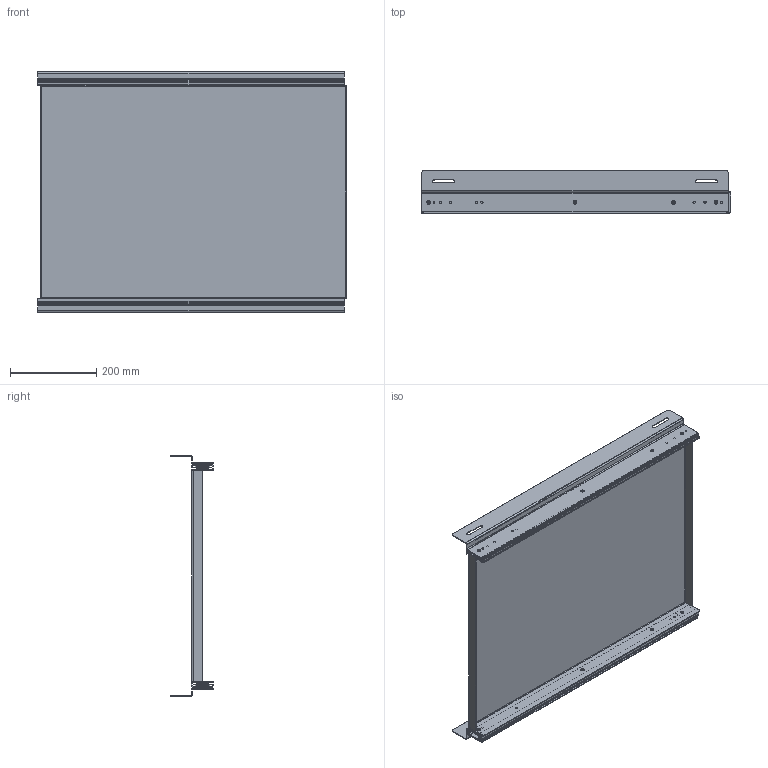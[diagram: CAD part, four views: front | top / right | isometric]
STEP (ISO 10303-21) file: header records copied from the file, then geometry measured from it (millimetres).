
FILE_DESCRIPTION (( 'STEP AP214' ), '1' );
FILE_NAME ('SCE-26POS.STEP', '2022-08-30T18:48:59', ( '' ), ( '' ), 'SwSTEP 2.0', 'SolidWorks 2021', '' );
FILE_SCHEMA (( 'AUTOMOTIVE_DESIGN' ));
Length unit declared in the file: inch
Products named in the file (1): SCE-26POS
Bounding box: 718.77 x 99.77 x 558.8 mm (x, y, z)
Volume: 1540932.9 mm3; surface area: 1707301.8 mm2
Topology: 25 solids, 25 shells, 584 faces, 1582 edges, 1082 vertices
Faces by surface type: plane 288, cylinder 248, torus 32, bspline 16
Full cylindrical faces by diameter (mm): 2.464 x16, 4.064 x16, 4.369 x22, 5.08 x34, 5.588 x16
Entity records: 21764 total; most frequent: CARTESIAN_POINT 7431, ORIENTED_EDGE 2764, DIRECTION 2652, EDGE_CURVE 1382, VERTEX_POINT 1034, AXIS2_PLACEMENT_3D 957, EDGE_LOOP 946, LINE 738
